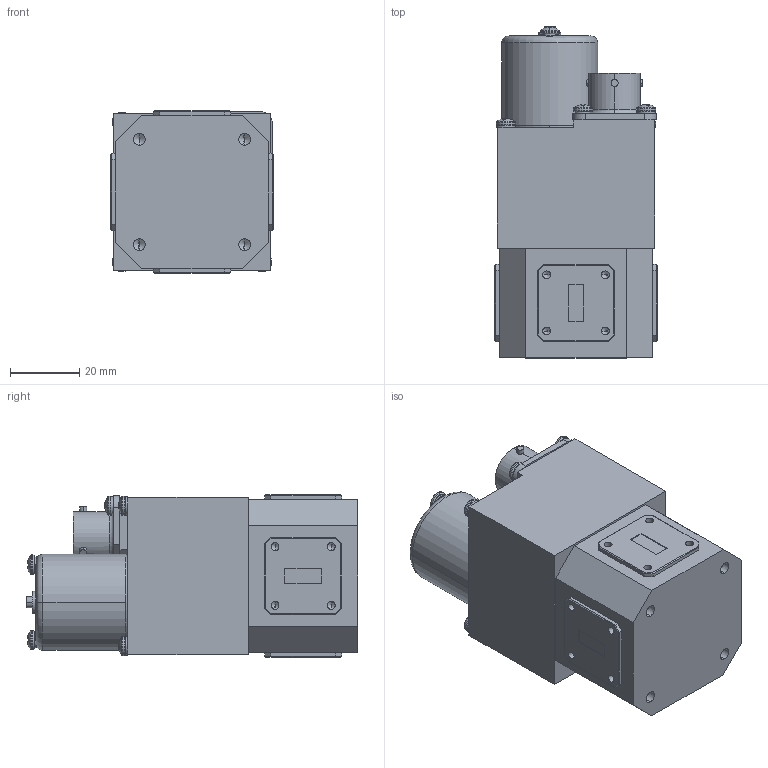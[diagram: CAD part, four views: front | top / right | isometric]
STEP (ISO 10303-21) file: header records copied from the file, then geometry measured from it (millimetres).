
FILE_DESCRIPTION (( 'STEP AP203' ), '1' );
FILE_NAME ('WJ-TK.STEP', '2022-09-10T03:40:33', ( '' ), ( '' ), 'SwSTEP 2.0', 'SolidWorks 2021', '' );
FILE_SCHEMA (( 'CONFIG_CONTROL_DESIGN' ));
Length unit declared in the file: inch
Products named in the file (1): WJ-TK
Bounding box: 46.99 x 96.14 x 46.99 mm (x, y, z)
Volume: 153534.9 mm3; surface area: 21361.6 mm2
Topology: 1 solids, 1 shells, 772 faces, 2066 edges, 1308 vertices
Faces by surface type: plane 337, cylinder 265, cone 88, torus 48, bspline 18, sphere 16
Entity records: 37051 total; most frequent: CARTESIAN_POINT 18292, ORIENTED_EDGE 4052, DIRECTION 3842, EDGE_CURVE 2026, AXIS2_PLACEMENT_3D 1446, VERTEX_POINT 1308, VECTOR 950, LINE 950
